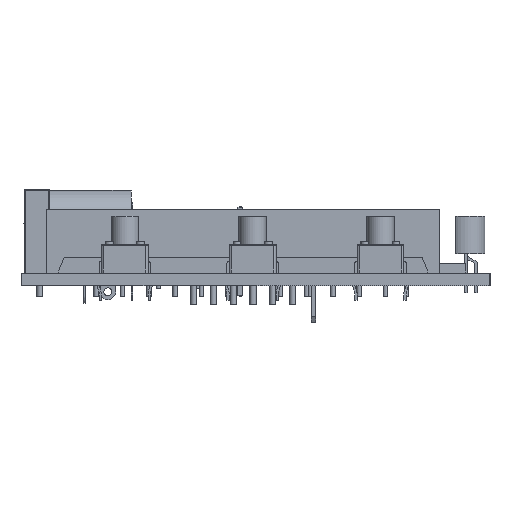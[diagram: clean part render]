
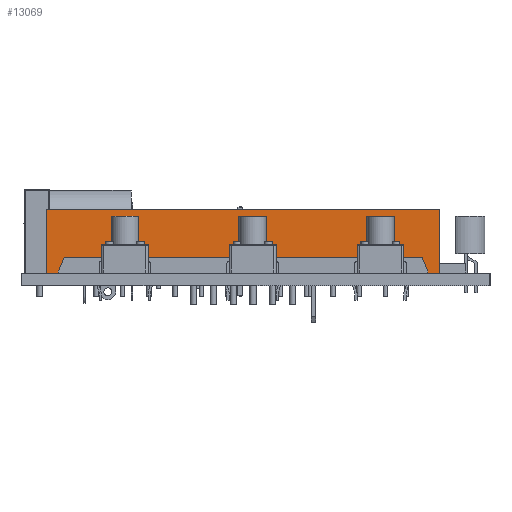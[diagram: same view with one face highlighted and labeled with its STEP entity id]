
A CAD part, left-side view. The second image highlights one B-rep face of the part: STEP entity #13069.
In plain terms, the highlighted planar face has unit normal (-1, 0, 0).
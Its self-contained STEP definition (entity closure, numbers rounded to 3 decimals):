
#12425 = VERTEX_POINT('',#12426);
#12426 = CARTESIAN_POINT('',(-1.88,-30.1,0.));
#12433 = VERTEX_POINT('',#12434);
#12434 = CARTESIAN_POINT('',(-1.88,17.4,0.));
#12578 = EDGE_CURVE('',#12433,#12579,#12581,.T.);
#12579 = VERTEX_POINT('',#12580);
#12580 = CARTESIAN_POINT('',(-1.88,18.8,0.));
#12581 = LINE('',#12582,#12583);
#12582 = CARTESIAN_POINT('',(-1.88,-31.5,0.));
#12583 = VECTOR('',#12584,1.);
#12584 = DIRECTION('',(0.,1.,0.));
#12603 = EDGE_CURVE('',#12425,#12604,#12606,.T.);
#12604 = VERTEX_POINT('',#12605);
#12605 = CARTESIAN_POINT('',(-1.88,-29.3,2.));
#12606 = LINE('',#12607,#12608);
#12607 = CARTESIAN_POINT('',(-1.88,-30.047,0.134));
#12608 = VECTOR('',#12609,1.);
#12609 = DIRECTION('',(0.,0.371,0.928));
#12611 = EDGE_CURVE('',#12604,#12612,#12614,.T.);
#12612 = VERTEX_POINT('',#12613);
#12613 = CARTESIAN_POINT('',(-1.88,16.6,2.));
#12614 = LINE('',#12615,#12616);
#12615 = CARTESIAN_POINT('',(-1.88,-30.9,2.));
#12616 = VECTOR('',#12617,1.);
#12617 = DIRECTION('',(0.,1.,0.));
#12619 = EDGE_CURVE('',#12612,#12433,#12620,.T.);
#12620 = LINE('',#12621,#12622);
#12621 = CARTESIAN_POINT('',(-1.88,13.878,8.806));
#12622 = VECTOR('',#12623,1.);
#12623 = DIRECTION('',(0.,0.371,-0.928));
#12634 = VERTEX_POINT('',#12635);
#12635 = CARTESIAN_POINT('',(-1.88,-31.5,0.));
#12641 = EDGE_CURVE('',#12634,#12425,#12642,.T.);
#12642 = LINE('',#12643,#12644);
#12643 = CARTESIAN_POINT('',(-1.88,-31.5,0.));
#12644 = VECTOR('',#12645,1.);
#12645 = DIRECTION('',(0.,1.,0.));
#13069 = ADVANCED_FACE('',(#13070),#13099,.T.);
#13070 = FACE_BOUND('',#13071,.T.);
#13071 = EDGE_LOOP('',(#13072,#13073,#13081,#13089,#13095,#13096,#13097,
    #13098));
#13072 = ORIENTED_EDGE('',*,*,#12641,.F.);
#13073 = ORIENTED_EDGE('',*,*,#13074,.T.);
#13074 = EDGE_CURVE('',#12634,#13075,#13077,.T.);
#13075 = VERTEX_POINT('',#13076);
#13076 = CARTESIAN_POINT('',(-1.88,-31.5,8.1));
#13077 = LINE('',#13078,#13079);
#13078 = CARTESIAN_POINT('',(-1.88,-31.5,0.));
#13079 = VECTOR('',#13080,1.);
#13080 = DIRECTION('',(0.,0.,1.));
#13081 = ORIENTED_EDGE('',*,*,#13082,.T.);
#13082 = EDGE_CURVE('',#13075,#13083,#13085,.T.);
#13083 = VERTEX_POINT('',#13084);
#13084 = CARTESIAN_POINT('',(-1.88,18.8,8.1));
#13085 = LINE('',#13086,#13087);
#13086 = CARTESIAN_POINT('',(-1.88,-31.5,8.1));
#13087 = VECTOR('',#13088,1.);
#13088 = DIRECTION('',(0.,1.,0.));
#13089 = ORIENTED_EDGE('',*,*,#13090,.F.);
#13090 = EDGE_CURVE('',#12579,#13083,#13091,.T.);
#13091 = LINE('',#13092,#13093);
#13092 = CARTESIAN_POINT('',(-1.88,18.8,0.));
#13093 = VECTOR('',#13094,1.);
#13094 = DIRECTION('',(0.,0.,1.));
#13095 = ORIENTED_EDGE('',*,*,#12578,.F.);
#13096 = ORIENTED_EDGE('',*,*,#12619,.F.);
#13097 = ORIENTED_EDGE('',*,*,#12611,.F.);
#13098 = ORIENTED_EDGE('',*,*,#12603,.F.);
#13099 = PLANE('',#13100);
#13100 = AXIS2_PLACEMENT_3D('',#13101,#13102,#13103);
#13101 = CARTESIAN_POINT('',(-1.88,-31.5,0.));
#13102 = DIRECTION('',(-1.,0.,0.));
#13103 = DIRECTION('',(0.,1.,0.));
